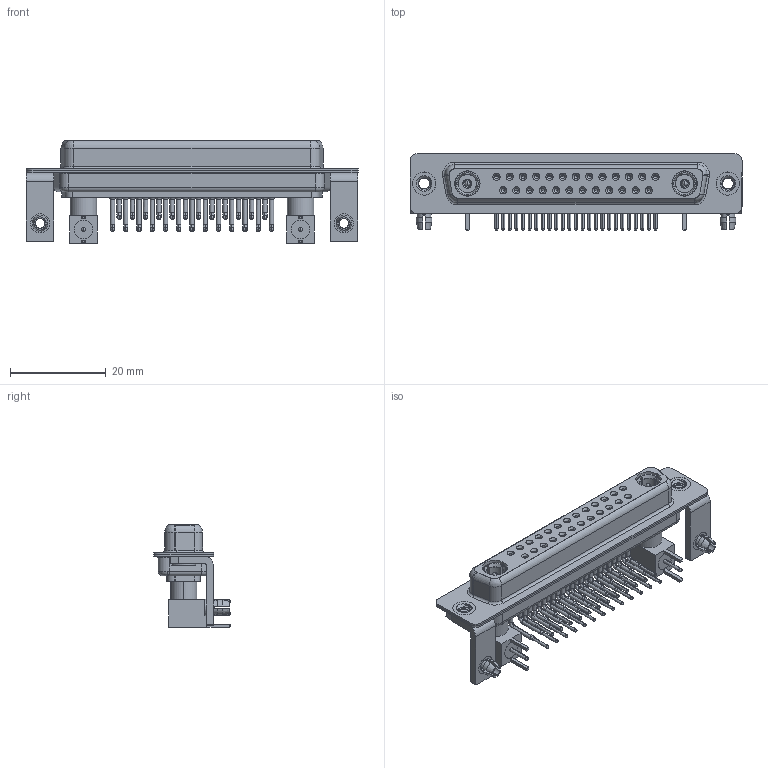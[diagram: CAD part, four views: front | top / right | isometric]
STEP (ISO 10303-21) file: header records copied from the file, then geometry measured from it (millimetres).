
FILE_DESCRIPTION (( 'STEP AP203' ), '1' );
FILE_NAME ('630-27W2640-7N3.STEP', '2022-06-07T18:14:54', ( '' ), ( '' ), 'SwSTEP 2.0', 'SolidWorks 2020', '' );
FILE_SCHEMA (( 'CONFIG_CONTROL_DESIGN' ));
Length unit declared in the file: millimetre
Products named in the file (17): Insulator Pin_Straight PC Tail; 630Combo Board Lock; Co-Ax Plug_RA PC Tail; Insulator RA Pin; Co-Ax Plug Assy_RA; Pin_RA; 630Combo Stabilizer Bracket; Locking Collar; 630Combo Shell Front_37 Contacts; 630Combo Threaded Rivet_3; RA Back Shell; 630-27W2640-7N3; 630Combo Contact Row 1; 630Combo Housing_27W2; 630Combo Shell Rear_37 Contacts; 630Combo Contact Row 2
Assembly tree (48 placements, depth 3):
  630-27W2640-7N3
    630Combo Housing_27W2
    630Combo Shell Front_37 Contacts
    630Combo Shell Rear_37 Contacts
    630Combo Threaded Rivet_3  x2
    630Combo Stabilizer Bracket  x2
    630Combo Board Lock  x2
    Co-Ax Plug Assy_RA
      Co-Ax Plug_RA PC Tail
      Insulator Pin_Straight PC Tail
      Pin_RA
      Locking Collar
      RA Back Shell
      Insulator RA Pin
    Co-Ax Plug Assy_RA
      Co-Ax Plug_RA PC Tail
      Insulator Pin_Straight PC Tail
      Pin_RA
      Locking Collar
      RA Back Shell
      Insulator RA Pin
    630Combo Contact Row 1  x13
    630Combo Contact Row 2  x12
Bounding box: 69.4 x 16 x 21.41 mm (x, y, z)
Volume: 6310 mm3; surface area: 14591.3 mm2
Topology: 46 solids, 46 shells, 2072 faces, 5212 edges, 3284 vertices
Faces by surface type: cylinder 892, plane 644, cone 351, bspline 108, torus 69, sphere 8
Entity records: 30524 total; most frequent: CARTESIAN_POINT 6407, DIRECTION 4924, ORIENTED_EDGE 4172, EDGE_CURVE 2086, AXIS2_PLACEMENT_3D 2028, VERTEX_POINT 1331, CIRCLE 1097, EDGE_LOOP 1079
